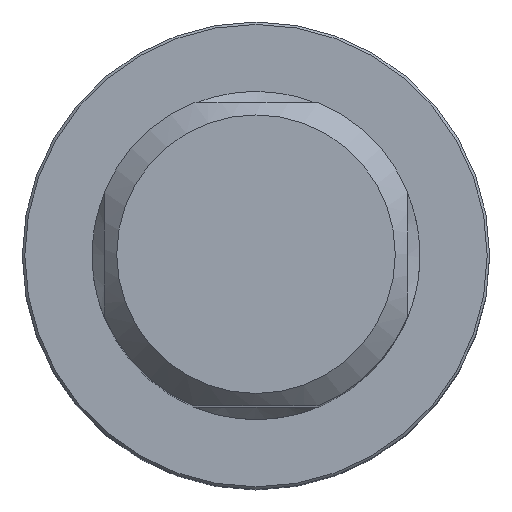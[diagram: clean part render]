
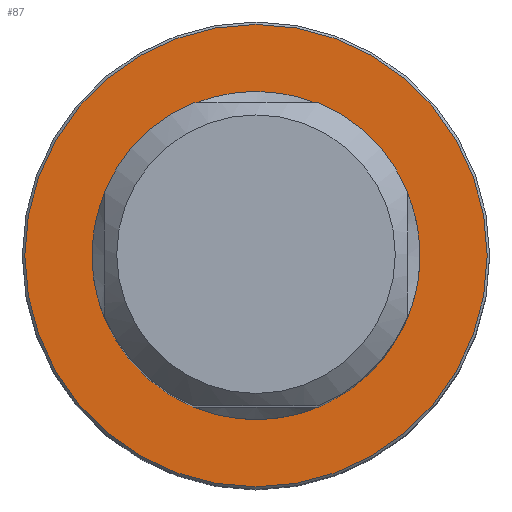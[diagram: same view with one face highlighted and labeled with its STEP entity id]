
A CAD part, top view. The second image highlights one B-rep face of the part: STEP entity #87.
In plain terms, the highlighted planar face has unit normal (0, 0, 1).
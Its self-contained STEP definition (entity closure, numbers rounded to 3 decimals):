
#71=FACE_BOUND('',#124,.T.);
#72=FACE_BOUND('',#125,.T.);
#87=ADVANCED_FACE('AR_BY_CN_IB_SU_4',(#71,#72),#103,.T.);
#103=PLANE('',#315);
#124=EDGE_LOOP('',(#165));
#125=EDGE_LOOP('',(#166));
#165=ORIENTED_EDGE('',*,*,#251,.F.);
#166=ORIENTED_EDGE('',*,*,#253,.T.);
#227=VERTEX_POINT('',#497);
#229=VERTEX_POINT('',#503);
#251=EDGE_CURVE('',#227,#227,#271,.T.);
#253=EDGE_CURVE('',#229,#229,#273,.T.);
#271=CIRCLE('',#310,19.989);
#273=CIRCLE('',#314,28.2);
#310=AXIS2_PLACEMENT_3D('',#496,#368,#369);
#314=AXIS2_PLACEMENT_3D('',#502,#376,#377);
#315=AXIS2_PLACEMENT_3D('',#504,#378,#379);
#368=DIRECTION('',(0.,0.,1.));
#369=DIRECTION('',(-1.,0.,0.));
#376=DIRECTION('',(0.,0.,1.));
#377=DIRECTION('',(-1.,0.,0.));
#378=DIRECTION('',(0.,0.,1.));
#379=DIRECTION('',(-1.,0.,0.));
#496=CARTESIAN_POINT('',(0.,0.,0.));
#497=CARTESIAN_POINT('',(-19.989,0.,0.));
#502=CARTESIAN_POINT('',(0.,0.,0.));
#503=CARTESIAN_POINT('',(-28.2,0.,0.));
#504=CARTESIAN_POINT('',(28.5,0.,0.));
